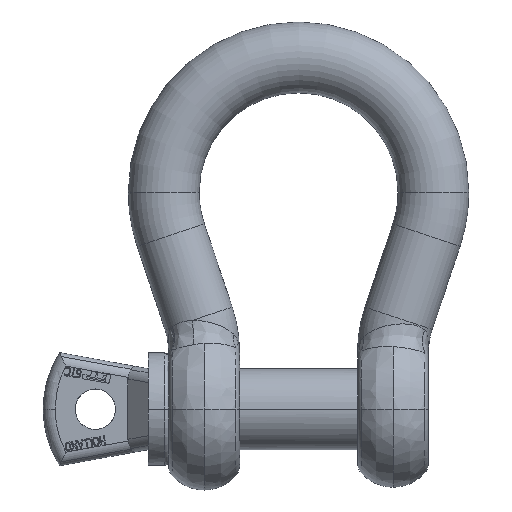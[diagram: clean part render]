
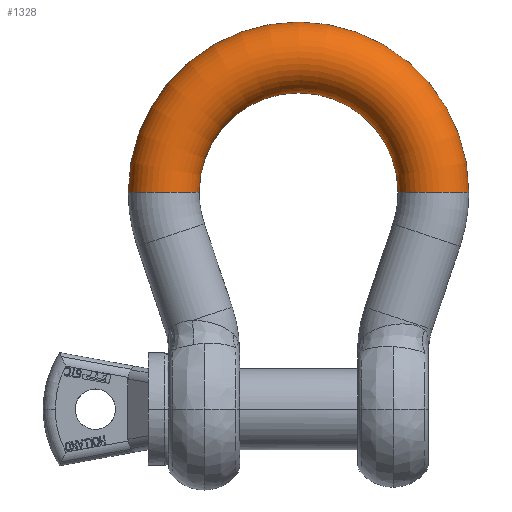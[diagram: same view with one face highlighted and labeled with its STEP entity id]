
A CAD part, top view. The second image highlights one B-rep face of the part: STEP entity #1328.
In plain terms, the highlighted toroidal (fillet/blend) face has major radius 108.5 mm and minor radius 28.5 mm.
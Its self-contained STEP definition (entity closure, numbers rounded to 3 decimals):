
#1328=ADVANCED_FACE('',(#3168),#3169,.T.);
#3168=FACE_OUTER_BOUND('',#7002,.T.);
#3169=TOROIDAL_SURFACE('',#7003,108.5,28.5);
#7002=EDGE_LOOP('',(#13094,#13095,#13096,#13097));
#7003=AXIS2_PLACEMENT_3D('',#13098,#13099,#13100);
#13094=ORIENTED_EDGE('',*,*,#18796,.F.);
#13095=ORIENTED_EDGE('',*,*,#18713,.T.);
#13096=ORIENTED_EDGE('',*,*,#18795,.F.);
#13097=ORIENTED_EDGE('',*,*,#18843,.T.);
#13098=CARTESIAN_POINT('',(0.0,174.5,0.0));
#13099=DIRECTION('',(0.0,0.0,-1.0));
#13100=DIRECTION('',(-1.0,0.0,0.0));
#18713=EDGE_CURVE('',#21876,#21878,#22453,.T.);
#18795=EDGE_CURVE('',#22560,#21878,#22561,.T.);
#18796=EDGE_CURVE('',#21876,#22562,#22563,.F.);
#18843=EDGE_CURVE('',#22560,#22562,#22616,.F.);
#21876=VERTEX_POINT('',#28623);
#21878=VERTEX_POINT('',#28625);
#22453=CIRCLE('',#29880,28.5);
#22560=VERTEX_POINT('',#30090);
#22561=CIRCLE('',#30091,137.0);
#22562=VERTEX_POINT('',#30092);
#22563=CIRCLE('',#30093,80.0);
#22616=CIRCLE('',#30180,28.5);
#28623=CARTESIAN_POINT('',(80.0,174.5,0.));
#28625=CARTESIAN_POINT('',(137.0,174.5,0.0));
#29880=AXIS2_PLACEMENT_3D('',#38420,#38421,#38422);
#30090=CARTESIAN_POINT('',(-137.0,174.5,0.0));
#30091=AXIS2_PLACEMENT_3D('',#38454,#38455,#38456);
#30092=CARTESIAN_POINT('',(-80.0,174.5,0.));
#30093=AXIS2_PLACEMENT_3D('',#38457,#38458,#38459);
#30180=AXIS2_PLACEMENT_3D('',#38477,#38478,#38479);
#38420=CARTESIAN_POINT('',(108.5,174.5,0.0));
#38421=DIRECTION('',(0.,1.0,0.0));
#38422=DIRECTION('',(1.0,0.,0.0));
#38454=CARTESIAN_POINT('',(0.0,174.5,0.0));
#38455=DIRECTION('',(0.0,0.0,-1.0));
#38456=DIRECTION('',(1.0,0.0,0.0));
#38457=CARTESIAN_POINT('',(0.0,174.5,0.));
#38458=DIRECTION('',(0.0,0.0,-1.0));
#38459=DIRECTION('',(1.0,0.0,0.0));
#38477=CARTESIAN_POINT('',(-108.5,174.5,0.0));
#38478=DIRECTION('',(0.0,-1.0,0.0));
#38479=DIRECTION('',(1.0,0.0,0.0));
